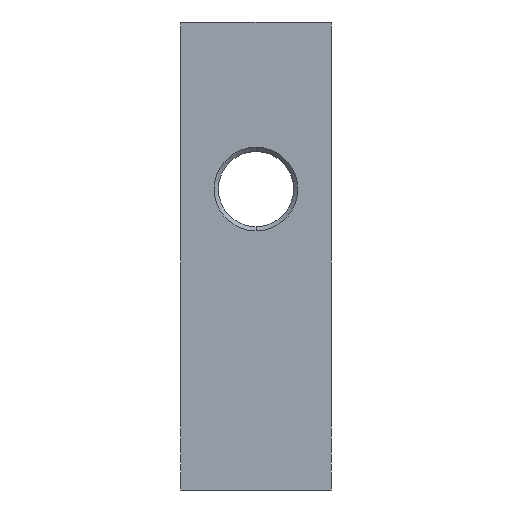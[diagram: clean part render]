
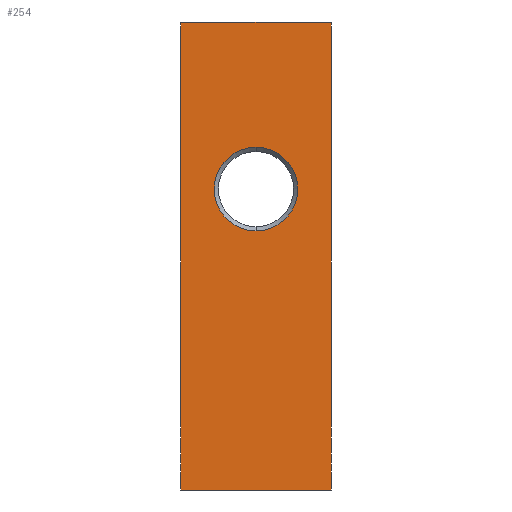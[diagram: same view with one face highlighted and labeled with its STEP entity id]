
A CAD part, front view. The second image highlights one B-rep face of the part: STEP entity #254.
In plain terms, the highlighted planar face has unit normal (0, -1, 0).
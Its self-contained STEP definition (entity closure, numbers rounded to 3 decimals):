
#6 = DIRECTION ( 'NONE',  ( 0., 0., -1. ) ) ;
#11 = DIRECTION ( 'NONE',  ( 0., 1., 0. ) ) ;
#19 = VERTEX_POINT ( 'NONE', #905 ) ;
#83 = CARTESIAN_POINT ( 'NONE',  ( 0., 0., 36. ) ) ;
#88 = EDGE_CURVE ( 'NONE', #354, #493, #929, .T. ) ;
#91 = ORIENTED_EDGE ( 'NONE', *, *, #582, .T. ) ;
#101 = CARTESIAN_POINT ( 'NONE',  ( -9., 0., 56. ) ) ;
#114 = DIRECTION ( 'NONE',  ( 0., 1., 0. ) ) ;
#149 = DIRECTION ( 'NONE',  ( 0., 0., 1. ) ) ;
#157 = CARTESIAN_POINT ( 'NONE',  ( 9., 0., 56. ) ) ;
#158 = CIRCLE ( 'NONE', #848, 5. ) ;
#171 = CARTESIAN_POINT ( 'NONE',  ( 9., 0., 56. ) ) ;
#194 = CARTESIAN_POINT ( 'NONE',  ( 9., 0., 0. ) ) ;
#205 = CARTESIAN_POINT ( 'NONE',  ( -9., 0., 56. ) ) ;
#206 = ORIENTED_EDGE ( 'NONE', *, *, #574, .T. ) ;
#236 = VECTOR ( 'NONE', #6, 1000. ) ;
#254 = ADVANCED_FACE ( 'NONE', ( #363, #715 ), #703, .F. ) ;
#263 = VECTOR ( 'NONE', #366, 1000. ) ;
#304 = ORIENTED_EDGE ( 'NONE', *, *, #439, .T. ) ;
#354 = VERTEX_POINT ( 'NONE', #194 ) ;
#363 = FACE_BOUND ( 'NONE', #595, .T. ) ;
#366 = DIRECTION ( 'NONE',  ( -1., 0., 0. ) ) ;
#385 = VERTEX_POINT ( 'NONE', #101 ) ;
#414 = VERTEX_POINT ( 'NONE', #619 ) ;
#439 = EDGE_CURVE ( 'NONE', #385, #493, #617, .T. ) ;
#440 = CARTESIAN_POINT ( 'NONE',  ( 0., 0., 36. ) ) ;
#446 = CARTESIAN_POINT ( 'NONE',  ( 9., 0., 56. ) ) ;
#452 = LINE ( 'NONE', #446, #263 ) ;
#493 = VERTEX_POINT ( 'NONE', #705 ) ;
#500 = DIRECTION ( 'NONE',  ( 0., 0., -1. ) ) ;
#514 = EDGE_CURVE ( 'NONE', #19, #414, #158, .T. ) ;
#520 = DIRECTION ( 'NONE',  ( 0., 0., 1. ) ) ;
#545 = CARTESIAN_POINT ( 'NONE',  ( 9., 0., 56. ) ) ;
#561 = ORIENTED_EDGE ( 'NONE', *, *, #589, .F. ) ;
#573 = DIRECTION ( 'NONE',  ( -1., 0., 0. ) ) ;
#574 = EDGE_CURVE ( 'NONE', #768, #385, #452, .T. ) ;
#582 = EDGE_CURVE ( 'NONE', #414, #19, #886, .T. ) ;
#586 = DIRECTION ( 'NONE',  ( 0., 1., 0. ) ) ;
#589 = EDGE_CURVE ( 'NONE', #768, #354, #644, .T. ) ;
#595 = EDGE_LOOP ( 'NONE', ( #91, #691 ) ) ;
#606 = VECTOR ( 'NONE', #500, 1000. ) ;
#617 = LINE ( 'NONE', #205, #606 ) ;
#619 = CARTESIAN_POINT ( 'NONE',  ( 0., 0., 31. ) ) ;
#626 = DIRECTION ( 'NONE',  ( 0., 0., 1. ) ) ;
#644 = LINE ( 'NONE', #157, #236 ) ;
#658 = EDGE_LOOP ( 'NONE', ( #304, #862, #561, #206 ) ) ;
#660 = AXIS2_PLACEMENT_3D ( 'NONE', #545, #114, #626 ) ;
#689 = VECTOR ( 'NONE', #573, 1000. ) ;
#691 = ORIENTED_EDGE ( 'NONE', *, *, #514, .T. ) ;
#703 = PLANE ( 'NONE',  #660 ) ;
#705 = CARTESIAN_POINT ( 'NONE',  ( -9., 0., 0. ) ) ;
#715 = FACE_OUTER_BOUND ( 'NONE', #658, .T. ) ;
#768 = VERTEX_POINT ( 'NONE', #171 ) ;
#848 = AXIS2_PLACEMENT_3D ( 'NONE', #440, #11, #520 ) ;
#861 = AXIS2_PLACEMENT_3D ( 'NONE', #83, #586, #149 ) ;
#862 = ORIENTED_EDGE ( 'NONE', *, *, #88, .F. ) ;
#886 = CIRCLE ( 'NONE', #861, 5. ) ;
#904 = CARTESIAN_POINT ( 'NONE',  ( 9., 0., 0. ) ) ;
#905 = CARTESIAN_POINT ( 'NONE',  ( 0., 0., 41. ) ) ;
#929 = LINE ( 'NONE', #904, #689 ) ;
